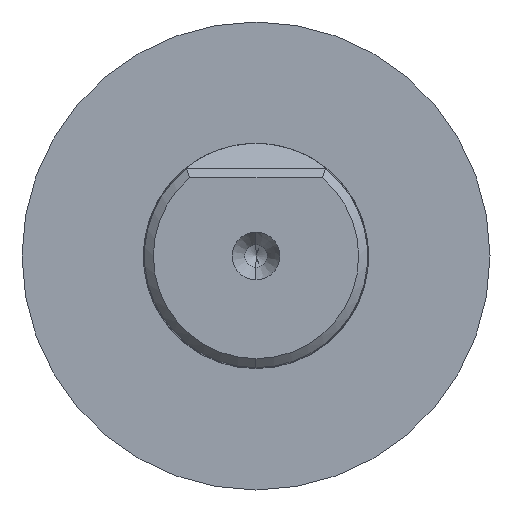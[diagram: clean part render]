
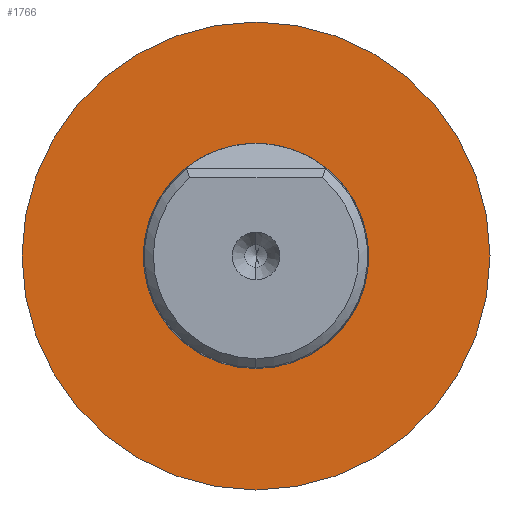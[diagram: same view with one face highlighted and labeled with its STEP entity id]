
A CAD part, left-side view. The second image highlights one B-rep face of the part: STEP entity #1766.
In plain terms, the highlighted planar face has unit normal (-1, 0, 0).
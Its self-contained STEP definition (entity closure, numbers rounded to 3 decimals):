
#89 = VERTEX_POINT ( 'NONE', #3416 ) ;
#320 = DIRECTION ( 'NONE',  ( 0., 0., -1. ) ) ;
#366 = CARTESIAN_POINT ( 'NONE',  ( -1.95, -9.834, 0. ) ) ;
#516 = CIRCLE ( 'NONE', #718, 9.834 ) ;
#533 = EDGE_CURVE ( 'NONE', #2210, #89, #789, .T. ) ;
#648 = FACE_BOUND ( 'NONE', #3193, .T. ) ;
#650 = CIRCLE ( 'NONE', #928, 25.986 ) ;
#662 = DIRECTION ( 'NONE',  ( 1., 0., 0. ) ) ;
#718 = AXIS2_PLACEMENT_3D ( 'NONE', #4383, #2306, #320 ) ;
#789 = CIRCLE ( 'NONE', #3428, 25.986 ) ;
#818 = ORIENTED_EDGE ( 'NONE', *, *, #2331, .T. ) ;
#864 = CARTESIAN_POINT ( 'NONE',  ( -1.95, 0., 0. ) ) ;
#877 = DIRECTION ( 'NONE',  ( 0., 0., -1. ) ) ;
#928 = AXIS2_PLACEMENT_3D ( 'NONE', #3111, #1788, #2449 ) ;
#1050 = DIRECTION ( 'NONE',  ( 0., 0., -1. ) ) ;
#1070 = ORIENTED_EDGE ( 'NONE', *, *, #1463, .T. ) ;
#1148 = VERTEX_POINT ( 'NONE', #2792 ) ;
#1222 = ORIENTED_EDGE ( 'NONE', *, *, #2413, .F. ) ;
#1340 = PLANE ( 'NONE',  #2598 ) ;
#1367 = DIRECTION ( 'NONE',  ( 1., 0., 0. ) ) ;
#1463 = EDGE_CURVE ( 'NONE', #4157, #1148, #3929, .T. ) ;
#1664 = DIRECTION ( 'NONE',  ( 0., 0., -1. ) ) ;
#1766 = ADVANCED_FACE ( 'NONE', ( #4039, #648 ), #1340, .F. ) ;
#1788 = DIRECTION ( 'NONE',  ( 1., 0., 0. ) ) ;
#1963 = CARTESIAN_POINT ( 'NONE',  ( -1.95, 0., 0. ) ) ;
#2210 = VERTEX_POINT ( 'NONE', #2714 ) ;
#2306 = DIRECTION ( 'NONE',  ( 1., 0., 0. ) ) ;
#2331 = EDGE_CURVE ( 'NONE', #1148, #4157, #516, .T. ) ;
#2357 = CARTESIAN_POINT ( 'NONE',  ( -1.95, 0., 9.834 ) ) ;
#2413 = EDGE_CURVE ( 'NONE', #89, #2210, #650, .T. ) ;
#2449 = DIRECTION ( 'NONE',  ( 0., 0., -1. ) ) ;
#2598 = AXIS2_PLACEMENT_3D ( 'NONE', #366, #1367, #1050 ) ;
#2714 = CARTESIAN_POINT ( 'NONE',  ( -1.95, 0., 25.986 ) ) ;
#2792 = CARTESIAN_POINT ( 'NONE',  ( -1.95, 0., -9.834 ) ) ;
#2890 = DIRECTION ( 'NONE',  ( 1., 0., 0. ) ) ;
#3111 = CARTESIAN_POINT ( 'NONE',  ( -1.95, 0., 0. ) ) ;
#3193 = EDGE_LOOP ( 'NONE', ( #818, #1070 ) ) ;
#3229 = ORIENTED_EDGE ( 'NONE', *, *, #533, .F. ) ;
#3416 = CARTESIAN_POINT ( 'NONE',  ( -1.95, 0., -25.986 ) ) ;
#3428 = AXIS2_PLACEMENT_3D ( 'NONE', #1963, #662, #1664 ) ;
#3804 = EDGE_LOOP ( 'NONE', ( #1222, #3229 ) ) ;
#3929 = CIRCLE ( 'NONE', #4155, 9.834 ) ;
#4039 = FACE_OUTER_BOUND ( 'NONE', #3804, .T. ) ;
#4155 = AXIS2_PLACEMENT_3D ( 'NONE', #864, #2890, #877 ) ;
#4157 = VERTEX_POINT ( 'NONE', #2357 ) ;
#4383 = CARTESIAN_POINT ( 'NONE',  ( -1.95, 0., 0. ) ) ;
